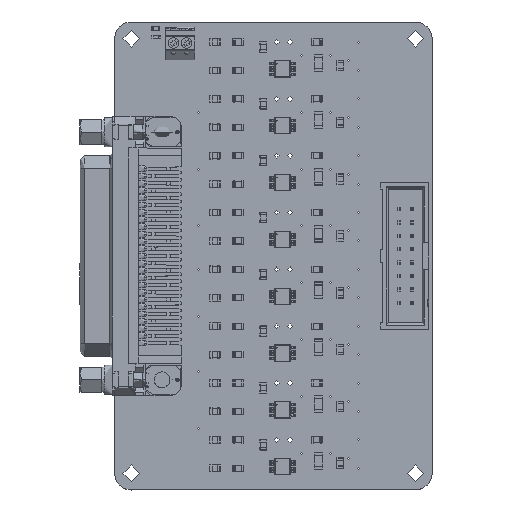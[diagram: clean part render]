
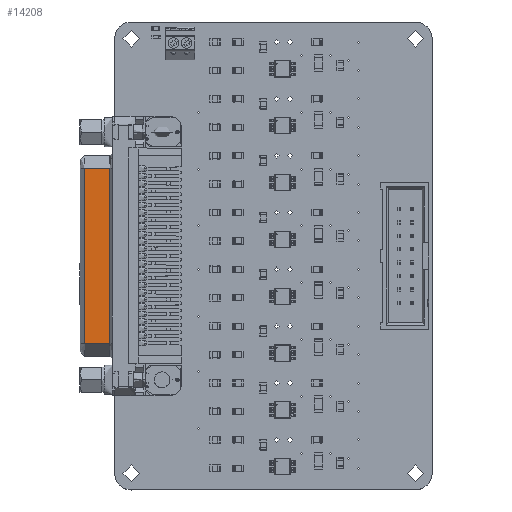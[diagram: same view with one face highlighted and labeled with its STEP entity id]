
A CAD part, top view. The second image highlights one B-rep face of the part: STEP entity #14208.
In plain terms, the highlighted free-form (B-spline) face has degree [1, 1] with [2, 2] control points.
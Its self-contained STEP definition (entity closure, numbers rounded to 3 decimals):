
#12021 = VERTEX_POINT('',#12022);
#12022 = CARTESIAN_POINT('',(-16.65,3.91,0.9));
#12030 = EDGE_CURVE('',#12021,#12031,#12033,.T.);
#12031 = VERTEX_POINT('',#12032);
#12032 = CARTESIAN_POINT('',(16.65,3.91,0.9));
#12033 = B_SPLINE_CURVE_WITH_KNOTS('',1,(#12034,#12035),.UNSPECIFIED.,
  .F.,.F.,(2,2),(0.,1.),.PIECEWISE_BEZIER_KNOTS.);
#12034 = CARTESIAN_POINT('',(-16.65,3.91,0.9));
#12035 = CARTESIAN_POINT('',(16.65,3.91,0.9));
#14208 = ADVANCED_FACE('',(#14209),#14231,.T.);
#14209 = FACE_BOUND('',#14210,.T.);
#14210 = EDGE_LOOP('',(#14211,#14212,#14219,#14226));
#14211 = ORIENTED_EDGE('',*,*,#12030,.F.);
#14212 = ORIENTED_EDGE('',*,*,#14213,.T.);
#14213 = EDGE_CURVE('',#12021,#14214,#14216,.T.);
#14214 = VERTEX_POINT('',#14215);
#14215 = CARTESIAN_POINT('',(-16.65,3.91,5.67));
#14216 = B_SPLINE_CURVE_WITH_KNOTS('',1,(#14217,#14218),.UNSPECIFIED.,
  .F.,.F.,(2,2),(0.,1.),.PIECEWISE_BEZIER_KNOTS.);
#14217 = CARTESIAN_POINT('',(-16.65,3.91,0.9));
#14218 = CARTESIAN_POINT('',(-16.65,3.91,5.67));
#14219 = ORIENTED_EDGE('',*,*,#14220,.T.);
#14220 = EDGE_CURVE('',#14214,#14221,#14223,.T.);
#14221 = VERTEX_POINT('',#14222);
#14222 = CARTESIAN_POINT('',(16.65,3.91,5.67));
#14223 = B_SPLINE_CURVE_WITH_KNOTS('',1,(#14224,#14225),.UNSPECIFIED.,
  .F.,.F.,(2,2),(0.,1.),.PIECEWISE_BEZIER_KNOTS.);
#14224 = CARTESIAN_POINT('',(-16.65,3.91,5.67));
#14225 = CARTESIAN_POINT('',(16.65,3.91,5.67));
#14226 = ORIENTED_EDGE('',*,*,#14227,.T.);
#14227 = EDGE_CURVE('',#14221,#12031,#14228,.T.);
#14228 = B_SPLINE_CURVE_WITH_KNOTS('',1,(#14229,#14230),.UNSPECIFIED.,
  .F.,.F.,(2,2),(0.,1.),.PIECEWISE_BEZIER_KNOTS.);
#14229 = CARTESIAN_POINT('',(16.65,3.91,5.67));
#14230 = CARTESIAN_POINT('',(16.65,3.91,0.9));
#14231 = B_SPLINE_SURFACE_WITH_KNOTS('',1,1,(
    (#14232,#14233)
    ,(#14234,#14235
  )),.UNSPECIFIED.,.F.,.F.,.F.,(2,2),(2,2),(0.,1.),(0.,1.),
  .PIECEWISE_BEZIER_KNOTS.);
#14232 = CARTESIAN_POINT('',(-17.15,3.91,5.789));
#14233 = CARTESIAN_POINT('',(-17.15,3.91,0.781));
#14234 = CARTESIAN_POINT('',(17.15,3.91,5.789));
#14235 = CARTESIAN_POINT('',(17.15,3.91,0.781));
